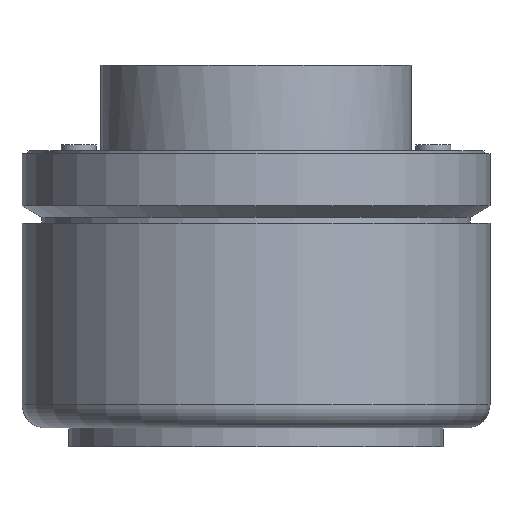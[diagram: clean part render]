
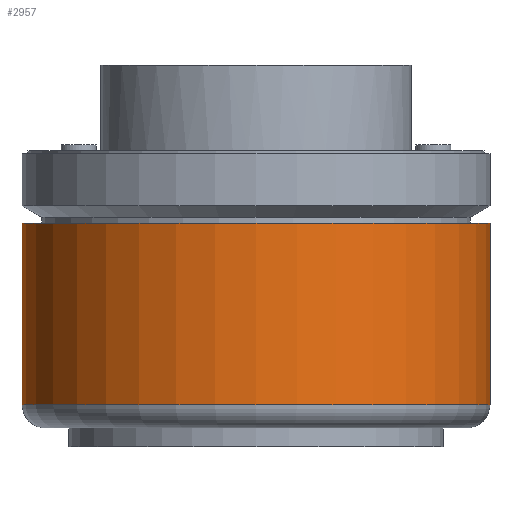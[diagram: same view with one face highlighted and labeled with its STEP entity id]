
A CAD part, front view. The second image highlights one B-rep face of the part: STEP entity #2957.
In plain terms, the highlighted cylindrical face has radius 20 mm (diameter 40 mm), a partial arc.
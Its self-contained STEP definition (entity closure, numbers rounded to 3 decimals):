
#1111 = CARTESIAN_POINT ( 'NONE',  ( -20., 0., 19.1 ) ) ;
#1112 = CARTESIAN_POINT ( 'NONE',  ( -20., 0., 3.6 ) ) ;
#1146 = DIRECTION ( 'NONE',  ( 0., 0., -1. ) ) ;
#1147 = VECTOR ( 'NONE', #1146, 1000. ) ;
#1148 = CARTESIAN_POINT ( 'NONE',  ( -20., 0., 19.1 ) ) ;
#1149 = LINE ( 'NONE', #1148, #1147 ) ;
#1160 = CARTESIAN_POINT ( 'NONE',  ( 20., 0., 3.6 ) ) ;
#1169 = DIRECTION ( 'NONE',  ( 0., 0., -1. ) ) ;
#1170 = VECTOR ( 'NONE', #1169, 1000. ) ;
#1171 = CARTESIAN_POINT ( 'NONE',  ( 20., 0., 19.1 ) ) ;
#1172 = LINE ( 'NONE', #1171, #1170 ) ;
#1190 = CARTESIAN_POINT ( 'NONE',  ( 20., 0., 19.1 ) ) ;
#1571 = DIRECTION ( 'NONE',  ( 1., 0., 0. ) ) ;
#1572 = DIRECTION ( 'NONE',  ( 0., 0., 1. ) ) ;
#1573 = CARTESIAN_POINT ( 'NONE',  ( 0., 0., 19.1 ) ) ;
#1574 = AXIS2_PLACEMENT_3D ( 'NONE', #1573, #1572, #1571 ) ;
#1575 = CIRCLE ( 'NONE', #1574, 20. ) ;
#1613 = DIRECTION ( 'NONE',  ( -1., 0., 0. ) ) ;
#1614 = DIRECTION ( 'NONE',  ( 0., 0., -1. ) ) ;
#1615 = CARTESIAN_POINT ( 'NONE',  ( 0., 0., 3.6 ) ) ;
#1616 = AXIS2_PLACEMENT_3D ( 'NONE', #1615, #1614, #1613 ) ;
#1617 = CIRCLE ( 'NONE', #1616, 20. ) ;
#1637 = DIRECTION ( 'NONE',  ( -1., 0., 0. ) ) ;
#1638 = DIRECTION ( 'NONE',  ( 0., 0., -1. ) ) ;
#1639 = AXIS2_PLACEMENT_3D ( 'NONE', #1641, #1638, #1637 ) ;
#1641 = CARTESIAN_POINT ( 'NONE',  ( 0., 0., 19.1 ) ) ;
#1642 = CYLINDRICAL_SURFACE ( 'NONE', #1639, 20. ) ;
#1643 = FACE_OUTER_BOUND ( 'NONE', #2920, .T. ) ;
#2623 = VERTEX_POINT ( 'NONE', #1112 ) ;
#2624 = VERTEX_POINT ( 'NONE', #1111 ) ;
#2639 = VERTEX_POINT ( 'NONE', #1160 ) ;
#2647 = EDGE_CURVE ( 'NONE', #2624, #2623, #1149, .T. ) ;
#2659 = VERTEX_POINT ( 'NONE', #1190 ) ;
#2666 = EDGE_CURVE ( 'NONE', #2659, #2639, #1172, .T. ) ;
#2916 = EDGE_CURVE ( 'NONE', #2624, #2659, #1575, .T. ) ;
#2918 = ORIENTED_EDGE ( 'NONE', *, *, #2666, .F. ) ;
#2919 = ORIENTED_EDGE ( 'NONE', *, *, #2916, .F. ) ;
#2920 = EDGE_LOOP ( 'NONE', ( #2918, #2919, #2972, #2967 ) ) ;
#2936 = EDGE_CURVE ( 'NONE', #2639, #2623, #1617, .T. ) ;
#2957 = ADVANCED_FACE ( 'NONE', ( #1643 ), #1642, .T. ) ;
#2967 = ORIENTED_EDGE ( 'NONE', *, *, #2936, .F. ) ;
#2972 = ORIENTED_EDGE ( 'NONE', *, *, #2647, .T. ) ;
